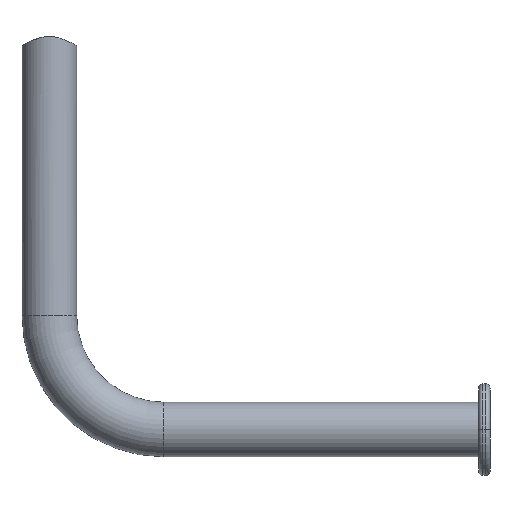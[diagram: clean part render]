
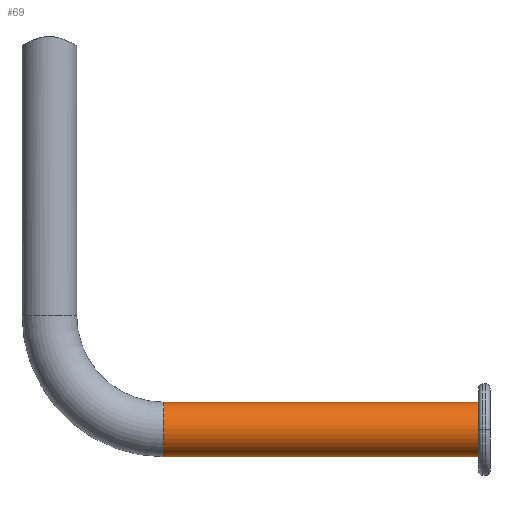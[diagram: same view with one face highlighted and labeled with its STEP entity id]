
A CAD part, top view. The second image highlights one B-rep face of the part: STEP entity #69.
In plain terms, the highlighted cylindrical face has radius 9.55 mm (diameter 19.1 mm), a partial arc.
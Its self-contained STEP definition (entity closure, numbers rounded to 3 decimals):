
#24 = AXIS2_PLACEMENT_3D ( 'NONE', #472, #431, #50 ) ;
#30 = AXIS2_PLACEMENT_3D ( 'NONE', #423, #123, #343 ) ;
#50 = DIRECTION ( 'NONE',  ( 0., 0., -1. ) ) ;
#63 = VECTOR ( 'NONE', #470, 1000. ) ;
#69 = ADVANCED_FACE ( 'Defeatured_0_5', ( #72 ), #167, .T. ) ;
#72 = FACE_OUTER_BOUND ( 'NONE', #341, .T. ) ;
#76 = EDGE_CURVE ( 'NONE', #203, #406, #335, .T. ) ;
#108 = ORIENTED_EDGE ( 'NONE', *, *, #76, .F. ) ;
#123 = DIRECTION ( 'NONE',  ( -1., 0., 0. ) ) ;
#153 = VECTOR ( 'NONE', #327, 1000. ) ;
#167 = CYLINDRICAL_SURFACE ( 'NONE', #546, 9.55 ) ;
#189 = ORIENTED_EDGE ( 'NONE', *, *, #524, .T. ) ;
#200 = CIRCLE ( 'NONE', #24, 9.55 ) ;
#203 = VERTEX_POINT ( 'NONE', #230 ) ;
#230 = CARTESIAN_POINT ( 'NONE',  ( -123.161, -91.818, 45.413 ) ) ;
#232 = CARTESIAN_POINT ( 'NONE',  ( -123.161, -110.918, 45.413 ) ) ;
#251 = CARTESIAN_POINT ( 'NONE',  ( -123.161, -91.818, 45.413 ) ) ;
#256 = CARTESIAN_POINT ( 'NONE',  ( -13.161, -110.918, 45.413 ) ) ;
#281 = LINE ( 'NONE', #482, #153 ) ;
#282 = ORIENTED_EDGE ( 'NONE', *, *, #288, .F. ) ;
#288 = EDGE_CURVE ( 'NONE', #484, #203, #445, .T. ) ;
#296 = DIRECTION ( 'NONE',  ( 1., 0., 0. ) ) ;
#322 = VERTEX_POINT ( 'NONE', #256 ) ;
#326 = ORIENTED_EDGE ( 'NONE', *, *, #338, .T. ) ;
#327 = DIRECTION ( 'NONE',  ( 1., 0., 0. ) ) ;
#333 = CARTESIAN_POINT ( 'NONE',  ( -123.161, -101.368, 45.413 ) ) ;
#335 = LINE ( 'NONE', #251, #63 ) ;
#338 = EDGE_CURVE ( 'NONE', #484, #322, #281, .T. ) ;
#341 = EDGE_LOOP ( 'NONE', ( #282, #326, #189, #108 ) ) ;
#343 = DIRECTION ( 'NONE',  ( 0., 0., 1. ) ) ;
#355 = CARTESIAN_POINT ( 'NONE',  ( -13.161, -91.818, 45.413 ) ) ;
#406 = VERTEX_POINT ( 'NONE', #355 ) ;
#423 = CARTESIAN_POINT ( 'NONE',  ( -123.161, -101.368, 45.413 ) ) ;
#431 = DIRECTION ( 'NONE',  ( -1., 0., 0. ) ) ;
#445 = CIRCLE ( 'NONE', #30, 9.55 ) ;
#453 = DIRECTION ( 'NONE',  ( 0., 1., 0. ) ) ;
#470 = DIRECTION ( 'NONE',  ( 1., 0., 0. ) ) ;
#472 = CARTESIAN_POINT ( 'NONE',  ( -13.161, -101.368, 45.413 ) ) ;
#482 = CARTESIAN_POINT ( 'NONE',  ( -123.161, -110.918, 45.413 ) ) ;
#484 = VERTEX_POINT ( 'NONE', #232 ) ;
#524 = EDGE_CURVE ( 'NONE', #322, #406, #200, .T. ) ;
#546 = AXIS2_PLACEMENT_3D ( 'NONE', #333, #296, #453 ) ;
